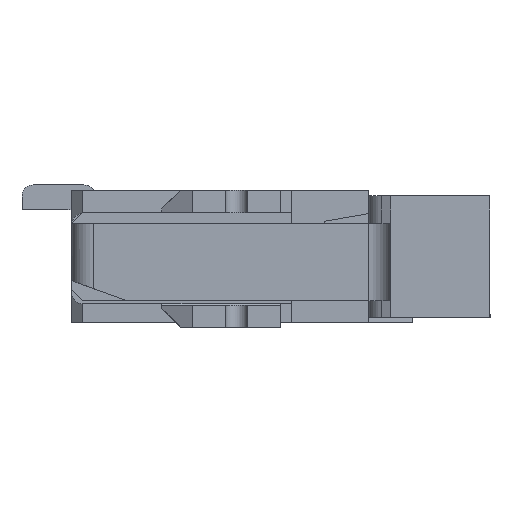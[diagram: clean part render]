
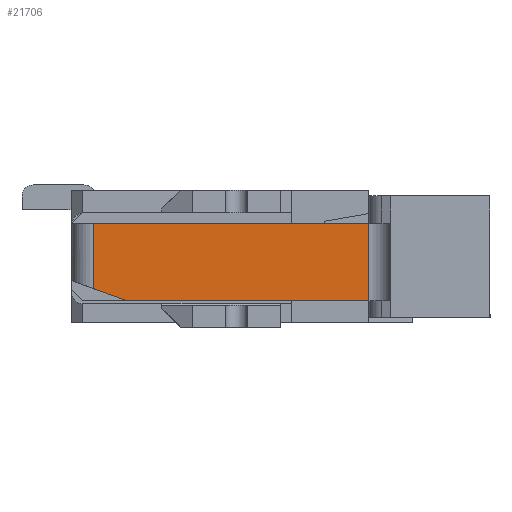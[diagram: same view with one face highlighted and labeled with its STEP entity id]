
A CAD part, left-side view. The second image highlights one B-rep face of the part: STEP entity #21706.
In plain terms, the highlighted planar face has unit normal (-1, 0, 0).
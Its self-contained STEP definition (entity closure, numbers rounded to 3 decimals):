
#6116=ORIENTED_EDGE('',*,*,#9812,.F.);
#6117=ORIENTED_EDGE('',*,*,#9822,.T.);
#6118=ORIENTED_EDGE('',*,*,#9823,.T.);
#6119=ORIENTED_EDGE('',*,*,#9821,.T.);
#6120=ORIENTED_EDGE('',*,*,#9824,.T.);
#9812=EDGE_CURVE('',#12067,#12068,#14838,.T.);
#9821=EDGE_CURVE('',#12071,#12073,#14845,.T.);
#9822=EDGE_CURVE('',#12067,#12074,#14846,.F.);
#9823=EDGE_CURVE('',#12074,#12071,#14847,.T.);
#9824=EDGE_CURVE('',#12073,#12068,#14848,.T.);
#12067=VERTEX_POINT('',#34362);
#12068=VERTEX_POINT('',#34364);
#12071=VERTEX_POINT('',#34375);
#12073=VERTEX_POINT('',#34379);
#12074=VERTEX_POINT('',#34383);
#14838=LINE('',#34363,#17660);
#14845=LINE('',#34380,#17667);
#14846=LINE('',#34382,#17668);
#14847=LINE('',#34384,#17669);
#14848=LINE('',#34385,#17670);
#17660=VECTOR('',#28014,1000.);
#17667=VECTOR('',#28029,1000.);
#17668=VECTOR('',#28032,1000.);
#17669=VECTOR('',#28033,1000.);
#17670=VECTOR('',#28034,1000.);
#18851=EDGE_LOOP('',(#6116,#6117,#6118,#6119,#6120));
#19867=FACE_BOUND('',#18851,.T.);
#20753=PLANE('',#23044);
#21706=ADVANCED_FACE('',(#19867),#20753,.F.);
#23044=AXIS2_PLACEMENT_3D('',#34381,#28030,#28031);
#28014=DIRECTION('',(0.,1.,0.));
#28029=DIRECTION('',(0.,1.,0.));
#28030=DIRECTION('',(1.,0.,0.));
#28031=DIRECTION('',(0.,0.,-1.));
#28032=DIRECTION('',(0.,0.,-1.));
#28033=DIRECTION('',(0.,0.94,0.342));
#28034=DIRECTION('',(0.,0.,-1.));
#34362=CARTESIAN_POINT('',(-9.4,-3.15,-0.3));
#34363=CARTESIAN_POINT('',(-9.4,-3.35,-0.3));
#34364=CARTESIAN_POINT('',(-9.4,-0.65,-0.3));
#34375=CARTESIAN_POINT('',(-9.4,-2.85,0.4));
#34379=CARTESIAN_POINT('',(-9.4,-0.65,0.4));
#34380=CARTESIAN_POINT('',(-9.4,-3.35,0.4));
#34381=CARTESIAN_POINT('',(-9.4,-3.35,0.4));
#34382=CARTESIAN_POINT('',(-9.4,-3.15,0.218));
#34383=CARTESIAN_POINT('',(-9.4,-3.15,0.291));
#34384=CARTESIAN_POINT('',(-9.4,-3.35,0.218));
#34385=CARTESIAN_POINT('',(-9.4,-0.65,0.4));
